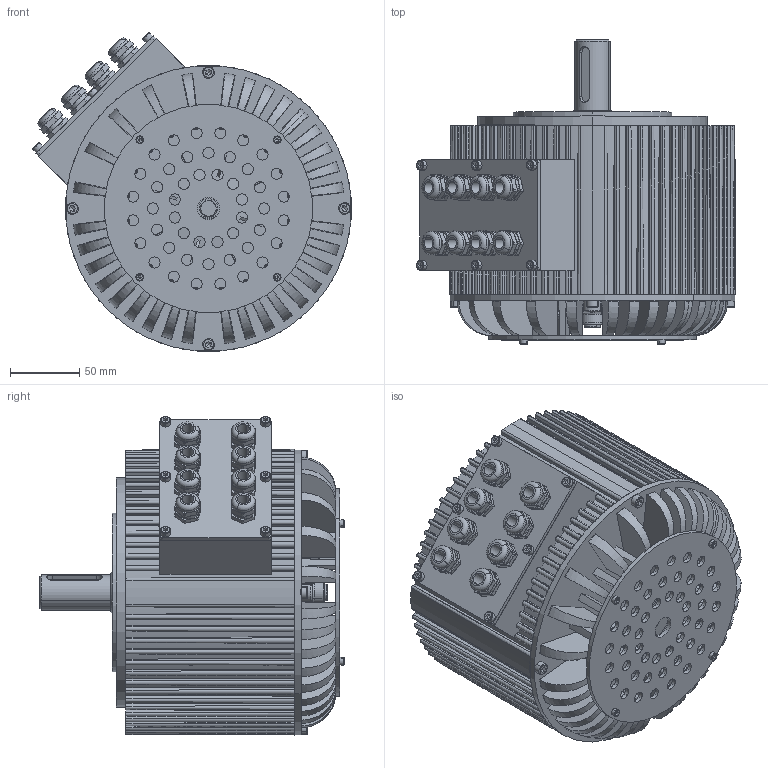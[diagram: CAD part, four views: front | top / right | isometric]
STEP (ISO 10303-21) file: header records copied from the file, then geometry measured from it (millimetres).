
FILE_DESCRIPTION (( 'STEP AP203' ), '1' );
FILE_NAME ('10kw装配体（风冷）.STEP', '2021-05-07T01:41:53', ( '微软用户' ), ( '微软中国' ), 'SwSTEP 2.0', 'SolidWorks 2020', '' );
FILE_SCHEMA (( 'CONFIG_CONTROL_DESIGN' ));
Length unit declared in the file: millimetre
Products named in the file (19): 10kw堤盄碟裔啣; cross recessed countersunk head screws gb1_GB_CROSS_SCREWS_TYPE4 M3X5-3.35  H type-N; 10kw萇儂儂褲; M16X1.5諉盄翐(窪); 呿蹋瑞珔; 10kwす粣; hexagon socket head cap screws gb_GB_FASTENER_SCREWS_HSHCS M5X16-N; circlips for shaft--type a large gb_GB_CONNECTING_PIECE_RING_RRA 12; deep groove ball bearings gb_Rolling bearings 6006 GB 276-94; hexagon socket head cap screws gb_GB_FASTENER_SCREWS_HSHCS M4X12-N; 5KW瑞珔裔啣; 10kw儂褲覃誹遠; hexagon socket head cap screws gb_GB_FASTENER_SCREWS_HSHCS M8X20-N; hexagon socket head cap screws gb_GB_FASTENER_SCREWS_HSHCS M3X8-N; deep groove ball bearings gb_Rolling bearings 6205 GB 276-94; 5KW风冷端盖（不打M16螺纹孔）; 10kw蚾饜极ㄗ瑞濮ㄘ; 5KW风冷和水冷端盖调节环; hexagon socket head cap screws gb_GB_FASTENER_SCREWS_HSHCS M8X16-N
Assembly tree (43 placements, depth 2):
  10kw蚾饜极ㄗ瑞濮ㄘ
    10kw萇儂儂褲
    10kwす粣
    deep groove ball bearings gb_Rolling bearings 6006 GB 276-94
    10kw儂褲覃誹遠
    deep groove ball bearings gb_Rolling bearings 6205 GB 276-94
    5KW风冷和水冷端盖调节环
    10kw堤盄碟裔啣
    M16X1.5諉盄翐(窪)  x8
    hexagon socket head cap screws gb_GB_FASTENER_SCREWS_HSHCS M5X16-N  x4
    hexagon socket head cap screws gb_GB_FASTENER_SCREWS_HSHCS M4X12-N  x6
    hexagon socket head cap screws gb_GB_FASTENER_SCREWS_HSHCS M8X20-N  x4
    5KW风冷端盖（不打M16螺纹孔）
    hexagon socket head cap screws gb_GB_FASTENER_SCREWS_HSHCS M8X16-N  x4
    cross recessed countersunk head screws gb1_GB_CROSS_SCREWS_TYPE4 M3X5-3.35  H type-N  x2
    呿蹋瑞珔
    circlips for shaft--type a large gb_GB_CONNECTING_PIECE_RING_RRA 12
    5KW瑞珔裔啣
    hexagon socket head cap screws gb_GB_FASTENER_SCREWS_HSHCS M3X8-N  x4
Bounding box: 229.68 x 219.1 x 229.68 mm (x, y, z)
Volume: 1731946.2 mm3; surface area: 559593.6 mm2
Topology: 43 solids, 43 shells, 2636 faces, 7262 edges, 4712 vertices
Faces by surface type: plane 1172, cylinder 669, cone 388, torus 219, bspline 116, sphere 72
Entity records: 74411 total; most frequent: CARTESIAN_POINT 23809, ORIENTED_EDGE 10420, DIRECTION 9626, EDGE_CURVE 5210, AXIS2_PLACEMENT_3D 3726, VERTEX_POINT 3449, EDGE_LOOP 2179, LINE 2174
